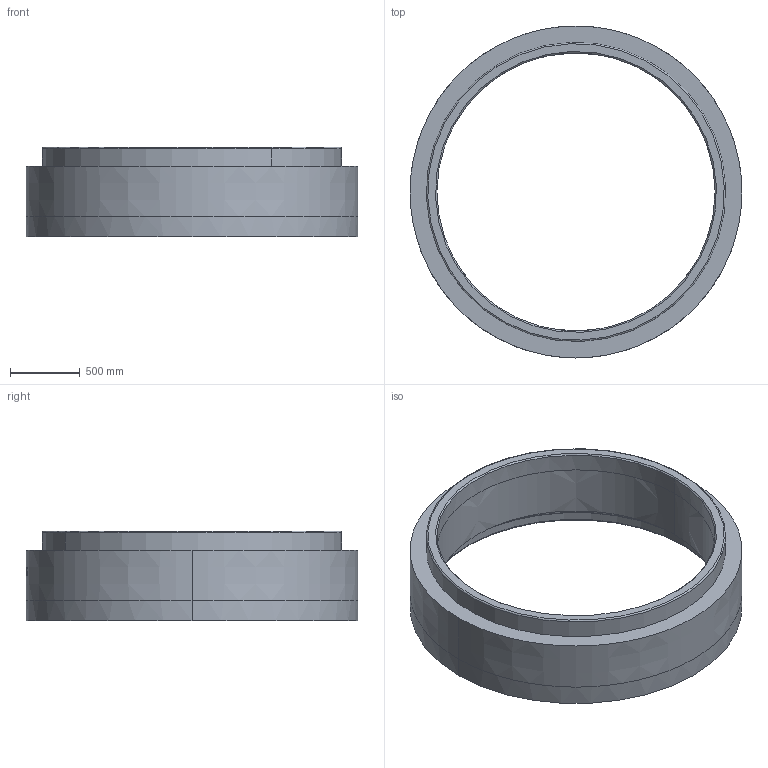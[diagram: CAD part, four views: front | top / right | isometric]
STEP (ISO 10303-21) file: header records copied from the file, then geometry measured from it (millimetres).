
FILE_DESCRIPTION (( 'STEP AP203' ), '1' );
FILE_NAME ('Rudus 2120053 EK-kaivonrengas 2000x500.step', '2020-02-27T09:02:26', ( '' ), ( '' ), 'SwSTEP 2.0', 'SolidWorks 2019', '' );
FILE_SCHEMA (( 'CONFIG_CONTROL_DESIGN' ));
Length unit declared in the file: millimetre
Products named in the file (2): Rudus 2120053 EK-kaivonrengas 2000x500; EK-osa-kaivorunko_EK-kaivonrengas
Assembly tree (1 placements, depth 2):
  Rudus 2120053 EK-kaivonrengas 2000x500
    EK-osa-kaivorunko_EK-kaivonrengas
Bounding box: 2386 x 2386 x 645 mm (x, y, z)
Volume: 657654940.6 mm3; surface area: 11461009.2 mm2
Topology: 1 solids, 1 shells, 107 faces, 360 edges, 266 vertices
Faces by surface type: bspline 79, cylinder 12, plane 8, torus 6, cone 2
Entity records: 22522 total; most frequent: CARTESIAN_POINT 19702, ORIENTED_EDGE 720, EDGE_CURVE 360, DIRECTION 310, VERTEX_POINT 266, B_SPLINE_CURVE_WITH_KNOTS 230, AXIS2_PLACEMENT_3D 148, EDGE_LOOP 120
